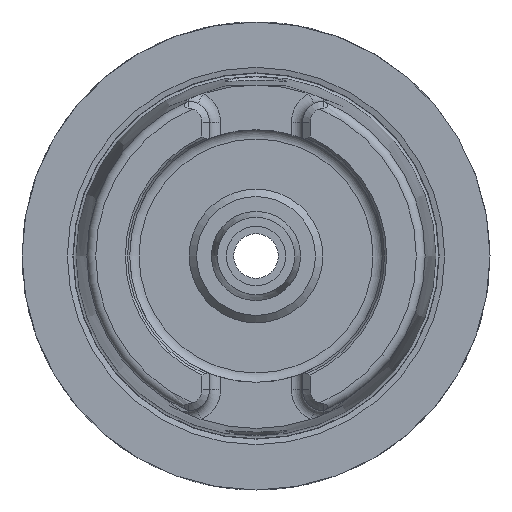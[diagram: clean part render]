
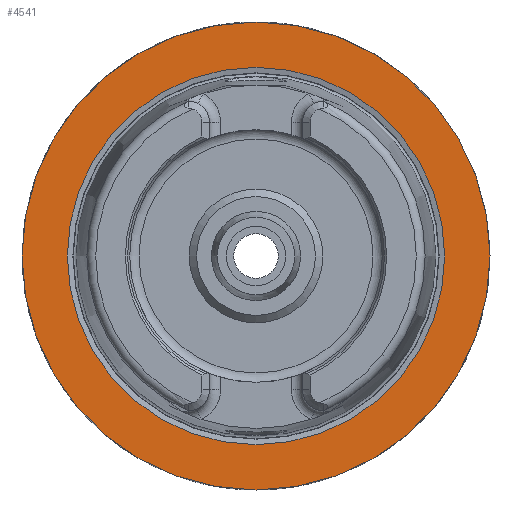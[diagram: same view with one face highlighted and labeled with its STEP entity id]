
A CAD part, left-side view. The second image highlights one B-rep face of the part: STEP entity #4541.
In plain terms, the highlighted planar face has unit normal (-1, 0, 0).
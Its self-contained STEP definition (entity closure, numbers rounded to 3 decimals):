
#3772=CARTESIAN_POINT('',(0.0,31.5,0.0));
#3773=VERTEX_POINT('',#3772);
#3774=CARTESIAN_POINT('',(0.0,0.0,0.0));
#3775=DIRECTION('',(1.0,0.0,0.0));
#3776=DIRECTION('',(0.0,1.0,0.0));
#3777=AXIS2_PLACEMENT_3D('',#3774,#3775,#3776);
#3778=CIRCLE('',#3777,31.5);
#3779=EDGE_CURVE('',#3773,#3773,#3778,.T.);
#4515=CARTESIAN_POINT('',(0.0,25.4,0.0));
#4516=VERTEX_POINT('',#4515);
#4517=CARTESIAN_POINT('',(0.0,0.0,0.0));
#4518=DIRECTION('',(1.0,0.0,0.0));
#4519=DIRECTION('',(0.0,1.0,0.0));
#4520=AXIS2_PLACEMENT_3D('',#4517,#4518,#4519);
#4521=CIRCLE('',#4520,25.4);
#4522=EDGE_CURVE('',#4516,#4516,#4521,.T.);
#4530=CARTESIAN_POINT('',(0.0,28.45,0.0));
#4531=DIRECTION('',(-1.0,0.0,0.0));
#4532=DIRECTION('',(0.0,0.0,1.0));
#4533=AXIS2_PLACEMENT_3D('',#4530,#4531,#4532);
#4534=PLANE('',#4533);
#4535=ORIENTED_EDGE('',*,*,#3779,.F.);
#4536=EDGE_LOOP('',(#4535));
#4537=FACE_OUTER_BOUND('',#4536,.T.);
#4538=ORIENTED_EDGE('',*,*,#4522,.T.);
#4539=EDGE_LOOP('',(#4538));
#4540=FACE_BOUND('',#4539,.T.);
#4541=ADVANCED_FACE('',(#4537,#4540),#4534,.T.);
